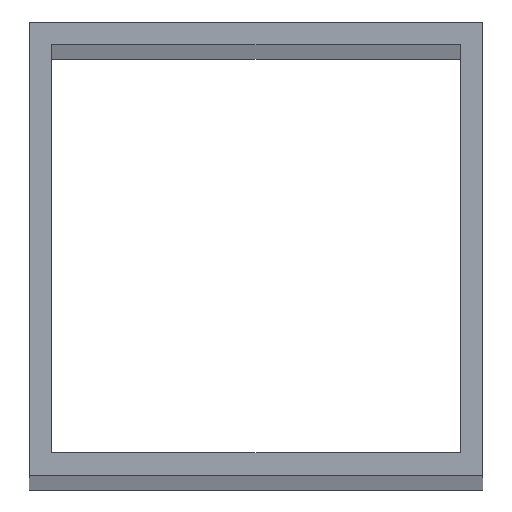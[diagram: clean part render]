
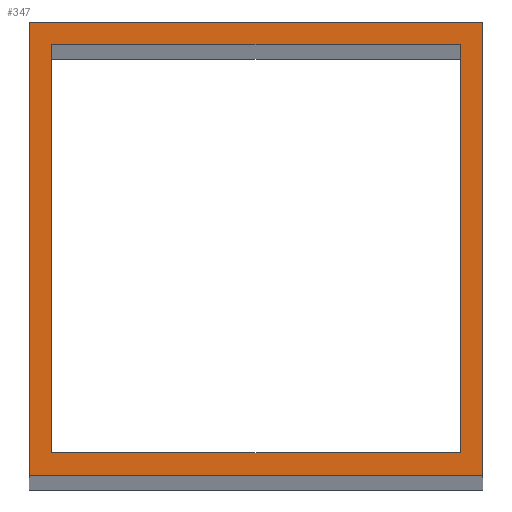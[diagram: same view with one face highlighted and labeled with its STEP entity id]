
A CAD part, top view. The second image highlights one B-rep face of the part: STEP entity #347.
In plain terms, the highlighted planar face has unit normal (0, 0, 1).
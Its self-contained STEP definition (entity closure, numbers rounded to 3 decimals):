
#10 = ORIENTED_EDGE ( 'NONE', *, *, #328, .F. ) ;
#12 = ORIENTED_EDGE ( 'NONE', *, *, #95, .F. ) ;
#16 = VERTEX_POINT ( 'NONE', #30 ) ;
#18 = DIRECTION ( 'NONE',  ( -1., 0., 0. ) ) ;
#21 = EDGE_CURVE ( 'NONE', #326, #152, #219, .T. ) ;
#26 = CARTESIAN_POINT ( 'NONE',  ( -50., -50., 920. ) ) ;
#27 = LINE ( 'NONE', #126, #168 ) ;
#29 = EDGE_CURVE ( 'NONE', #16, #165, #31, .T. ) ;
#30 = CARTESIAN_POINT ( 'NONE',  ( -50., 50., 920. ) ) ;
#31 = LINE ( 'NONE', #372, #105 ) ;
#38 = EDGE_CURVE ( 'NONE', #165, #198, #81, .T. ) ;
#44 = CARTESIAN_POINT ( 'NONE',  ( -45., 45., 920. ) ) ;
#45 = FACE_BOUND ( 'NONE', #155, .T. ) ;
#50 = LINE ( 'NONE', #204, #368 ) ;
#58 = EDGE_CURVE ( 'NONE', #198, #71, #335, .T. ) ;
#59 = CARTESIAN_POINT ( 'NONE',  ( 50., -50., 920. ) ) ;
#71 = VERTEX_POINT ( 'NONE', #142 ) ;
#81 = LINE ( 'NONE', #311, #100 ) ;
#95 = EDGE_CURVE ( 'NONE', #152, #201, #50, .T. ) ;
#100 = VECTOR ( 'NONE', #193, 1000. ) ;
#101 = DIRECTION ( 'NONE',  ( -1., 0., 0. ) ) ;
#105 = VECTOR ( 'NONE', #314, 1000. ) ;
#109 = CARTESIAN_POINT ( 'NONE',  ( -45., -45., 920. ) ) ;
#121 = PLANE ( 'NONE',  #174 ) ;
#126 = CARTESIAN_POINT ( 'NONE',  ( 45., -45., 920. ) ) ;
#130 = ORIENTED_EDGE ( 'NONE', *, *, #38, .T. ) ;
#142 = CARTESIAN_POINT ( 'NONE',  ( 50., 50., 920. ) ) ;
#146 = ORIENTED_EDGE ( 'NONE', *, *, #58, .T. ) ;
#147 = DIRECTION ( 'NONE',  ( 0., 1., 0. ) ) ;
#150 = VECTOR ( 'NONE', #228, 1000. ) ;
#152 = VERTEX_POINT ( 'NONE', #109 ) ;
#155 = EDGE_LOOP ( 'NONE', ( #276, #324, #10, #12 ) ) ;
#156 = EDGE_CURVE ( 'NONE', #71, #16, #250, .T. ) ;
#165 = VERTEX_POINT ( 'NONE', #26 ) ;
#168 = VECTOR ( 'NONE', #322, 1000. ) ;
#171 = ORIENTED_EDGE ( 'NONE', *, *, #156, .T. ) ;
#172 = DIRECTION ( 'NONE',  ( 1., 0., 0. ) ) ;
#174 = AXIS2_PLACEMENT_3D ( 'NONE', #323, #213, #18 ) ;
#193 = DIRECTION ( 'NONE',  ( 1., 0., 0. ) ) ;
#198 = VERTEX_POINT ( 'NONE', #307 ) ;
#199 = CARTESIAN_POINT ( 'NONE',  ( -45., -45., 920. ) ) ;
#201 = VERTEX_POINT ( 'NONE', #281 ) ;
#204 = CARTESIAN_POINT ( 'NONE',  ( -45., -45., 920. ) ) ;
#213 = DIRECTION ( 'NONE',  ( 0., 0., -1. ) ) ;
#219 = LINE ( 'NONE', #199, #150 ) ;
#224 = CARTESIAN_POINT ( 'NONE',  ( -50., 50., 920. ) ) ;
#228 = DIRECTION ( 'NONE',  ( 0., -1., 0. ) ) ;
#233 = VECTOR ( 'NONE', #101, 1000. ) ;
#235 = ORIENTED_EDGE ( 'NONE', *, *, #29, .T. ) ;
#244 = DIRECTION ( 'NONE',  ( -1., 0., 0. ) ) ;
#250 = LINE ( 'NONE', #224, #345 ) ;
#276 = ORIENTED_EDGE ( 'NONE', *, *, #21, .F. ) ;
#279 = FACE_OUTER_BOUND ( 'NONE', #290, .T. ) ;
#281 = CARTESIAN_POINT ( 'NONE',  ( 45., -45., 920. ) ) ;
#290 = EDGE_LOOP ( 'NONE', ( #235, #130, #146, #171 ) ) ;
#295 = EDGE_CURVE ( 'NONE', #309, #326, #325, .T. ) ;
#307 = CARTESIAN_POINT ( 'NONE',  ( 50., -50., 920. ) ) ;
#308 = VECTOR ( 'NONE', #147, 1000. ) ;
#309 = VERTEX_POINT ( 'NONE', #371 ) ;
#311 = CARTESIAN_POINT ( 'NONE',  ( -50., -50., 920. ) ) ;
#314 = DIRECTION ( 'NONE',  ( 0., -1., 0. ) ) ;
#322 = DIRECTION ( 'NONE',  ( 0., 1., 0. ) ) ;
#323 = CARTESIAN_POINT ( 'NONE',  ( 0., 0., 920. ) ) ;
#324 = ORIENTED_EDGE ( 'NONE', *, *, #295, .F. ) ;
#325 = LINE ( 'NONE', #336, #233 ) ;
#326 = VERTEX_POINT ( 'NONE', #44 ) ;
#328 = EDGE_CURVE ( 'NONE', #201, #309, #27, .T. ) ;
#335 = LINE ( 'NONE', #59, #308 ) ;
#336 = CARTESIAN_POINT ( 'NONE',  ( -45., 45., 920. ) ) ;
#345 = VECTOR ( 'NONE', #244, 1000. ) ;
#347 = ADVANCED_FACE ( 'NONE', ( #279, #45 ), #121, .F. ) ;
#368 = VECTOR ( 'NONE', #172, 1000. ) ;
#371 = CARTESIAN_POINT ( 'NONE',  ( 45., 45., 920. ) ) ;
#372 = CARTESIAN_POINT ( 'NONE',  ( -50., -50., 920. ) ) ;
